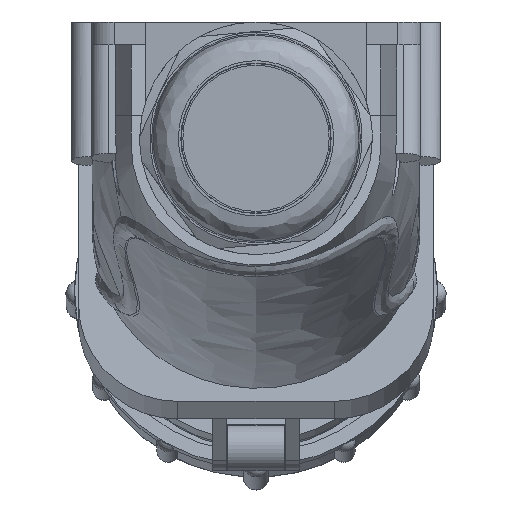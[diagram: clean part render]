
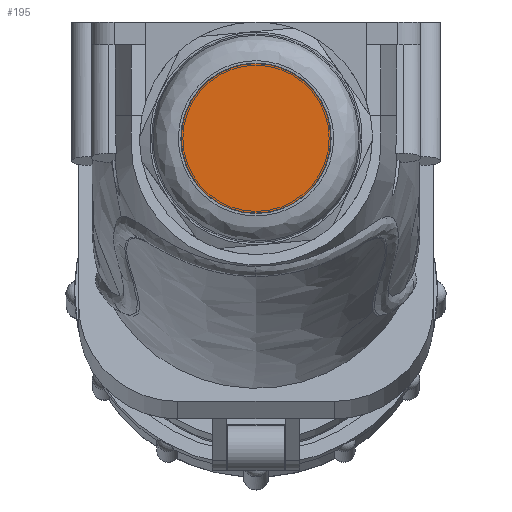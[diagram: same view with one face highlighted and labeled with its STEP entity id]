
A CAD part, front view. The second image highlights one B-rep face of the part: STEP entity #195.
In plain terms, the highlighted planar face has unit normal (0, -1, 0).
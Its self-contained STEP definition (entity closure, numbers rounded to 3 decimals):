
#195 = ADVANCED_FACE ( 'NONE', ( #5971 ), #3085, .F. ) ;
#2427 = DIRECTION ( 'NONE',  ( 0., 1., 0. ) ) ;
#3085 = PLANE ( 'NONE',  #5573 ) ;
#3127 = ORIENTED_EDGE ( 'NONE', *, *, #3165, .F. ) ;
#3165 = EDGE_CURVE ( 'NONE', #20517, #20517, #23356, .T. ) ;
#5573 = AXIS2_PLACEMENT_3D ( 'NONE', #16046, #23801, #28597 ) ;
#5971 = FACE_OUTER_BOUND ( 'NONE', #16176, .T. ) ;
#14651 = AXIS2_PLACEMENT_3D ( 'NONE', #16148, #2427, #18480 ) ;
#16046 = CARTESIAN_POINT ( 'NONE',  ( 19.019, -170.071, -62.445 ) ) ;
#16148 = CARTESIAN_POINT ( 'NONE',  ( 19.019, -170.071, -36.695 ) ) ;
#16176 = EDGE_LOOP ( 'NONE', ( #3127 ) ) ;
#18480 = DIRECTION ( 'NONE',  ( 0., 0., 1. ) ) ;
#20517 = VERTEX_POINT ( 'NONE', #29629 ) ;
#23356 = CIRCLE ( 'NONE', #14651, 26.35 ) ;
#23801 = DIRECTION ( 'NONE',  ( 0., 1., 0. ) ) ;
#28597 = DIRECTION ( 'NONE',  ( 0., 0., 1. ) ) ;
#29629 = CARTESIAN_POINT ( 'NONE',  ( 19.019, -170.071, -10.345 ) ) ;
